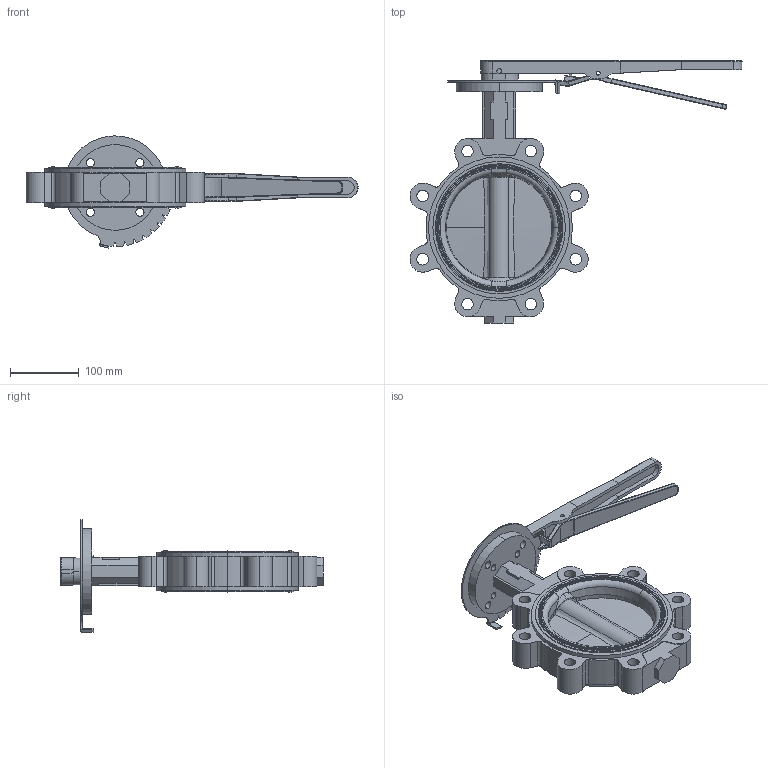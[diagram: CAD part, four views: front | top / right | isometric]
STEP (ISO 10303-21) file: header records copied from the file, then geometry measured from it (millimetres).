
FILE_DESCRIPTION (( 'STEP AP214' ), '1' );
FILE_NAME ('NS-0600-LUG-HANDLE.step', '2019-03-07T20:52:55', ( '' ), ( '' ), 'SwSTEP 2.0', 'SolidWorks 2019', '' );
FILE_SCHEMA (( 'AUTOMOTIVE_DESIGN' ));
Length unit declared in the file: inch
Products named in the file (1): NS-0600-LUG-HANDLE
Bounding box: 483.7 x 381.86 x 163.55 mm (x, y, z)
Surface area: 338772.2 mm2 (no closed solid volume)
Topology: 0 solids, 28 shells, 473 faces, 1756 edges, 1286 vertices
Faces by surface type: cylinder 201, plane 185, bspline 36, torus 28, cone 21, sphere 2
Entity records: 32447 total; most frequent: CARTESIAN_POINT 12034, ORIENTED_EDGE 2829, DIRECTION 2784, EDGE_CURVE 1756, VERTEX_POINT 1286, AXIS2_PLACEMENT_3D 972, LINE 840, VECTOR 840
